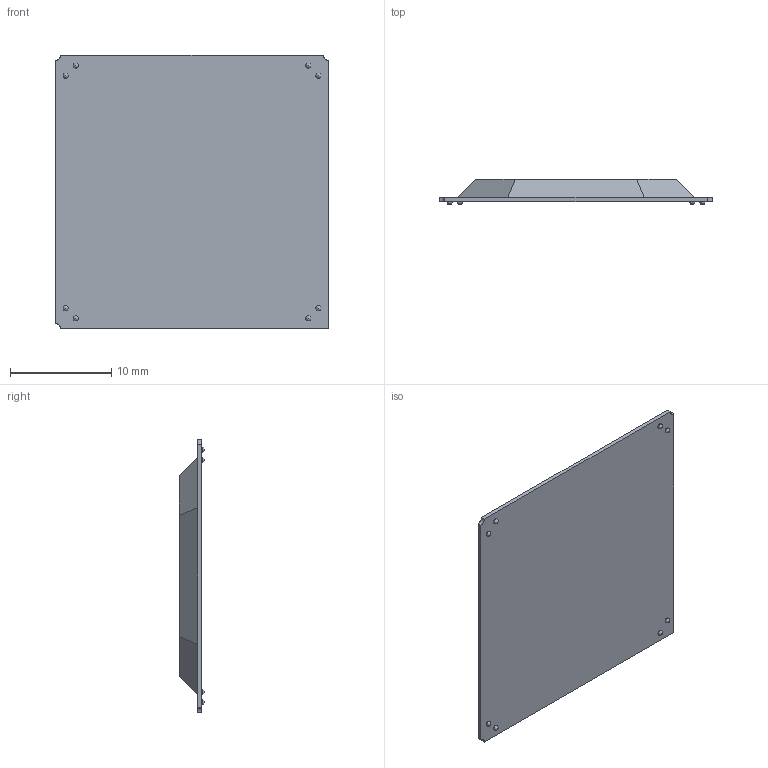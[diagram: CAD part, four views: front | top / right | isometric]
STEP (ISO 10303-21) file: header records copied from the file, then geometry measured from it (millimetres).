
FILE_DESCRIPTION (( 'STEP AP214' ), '1' );
FILE_NAME ('User Library-BGA516C100P26X26_2700X2700X255.STEP', '2020-12-01T19:45:46', ( '' ), ( '' ), 'SwSTEP 2.0', 'SolidWorks 2020', '' );
FILE_SCHEMA (( 'AUTOMOTIVE_DESIGN' ));
Length unit declared in the file: millimetre
Products named in the file (1): User Library-BGA516C100P26X26_2700X2700X255
Bounding box: 27 x 2.5 x 27 mm (x, y, z)
Volume: 1068.8 mm3; surface area: 1559.1 mm2
Topology: 1 solids, 1 shells, 45 faces, 123 edges, 82 vertices
Faces by surface type: cylinder 21, plane 16, sphere 8
Entity records: 1586 total; most frequent: DIRECTION 233, CARTESIAN_POINT 211, ORIENTED_EDGE 198, EDGE_CURVE 99, AXIS2_PLACEMENT_3D 88, VERTEX_POINT 66, VECTOR 57, LINE 57
